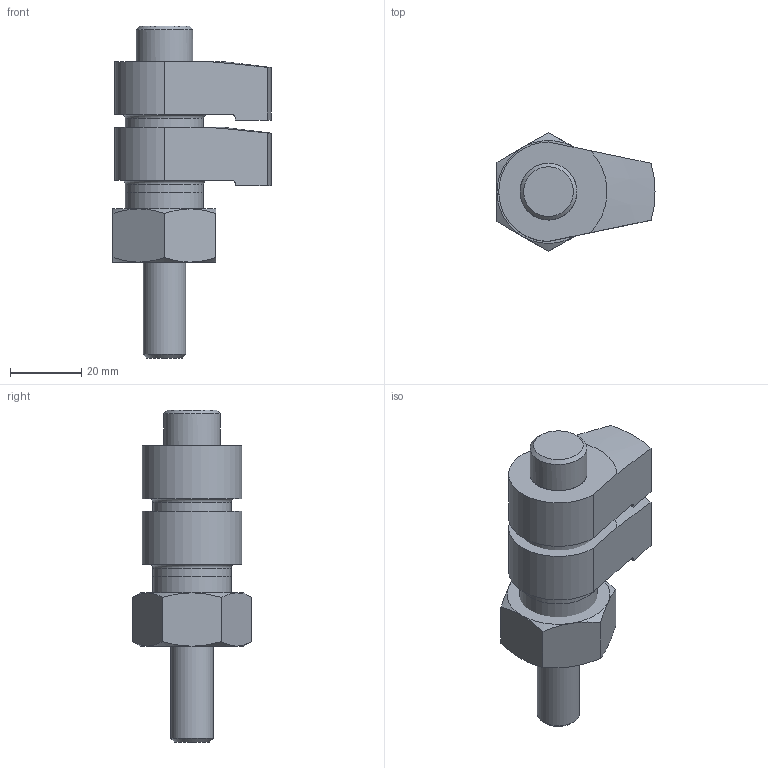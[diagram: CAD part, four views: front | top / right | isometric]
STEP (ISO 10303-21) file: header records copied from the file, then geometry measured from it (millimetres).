
FILE_DESCRIPTION( ( 'Unknown' ), '1' );
FILE_NAME( 'CP08-1240-29.stp', 'Unknown', ( 'Unknown' ), ( 'Unknown' ), 'XStep 1.0', 'Unknown', ' ' );
FILE_SCHEMA( ( 'CONFIG_CONTROL_DESIGN' ) );
Length unit declared in the file: millimetre
Products named in the file (3): Assem1; 1; 2
Bounding box: 44.5 x 33.49 x 93.5 mm (x, y, z)
Volume: 75629.4 mm3; surface area: 26051.2 mm2
Topology: 4 solids, 4 shells, 94 faces, 198 edges, 122 vertices
Faces by surface type: plane 38, cone 30, cylinder 16, torus 10
Full cylindrical faces by diameter (mm): 12 x2, 16 x4, 16.001 x2, 22 x2
Entity records: 1401 total; most frequent: CARTESIAN_POINT 352, DIRECTION 193, ORIENTED_EDGE 166, AXIS2_PLACEMENT_3D 86, EDGE_CURVE 83, EDGE_LOOP 64, FACE_OUTER_BOUND 57, VERTEX_POINT 57
